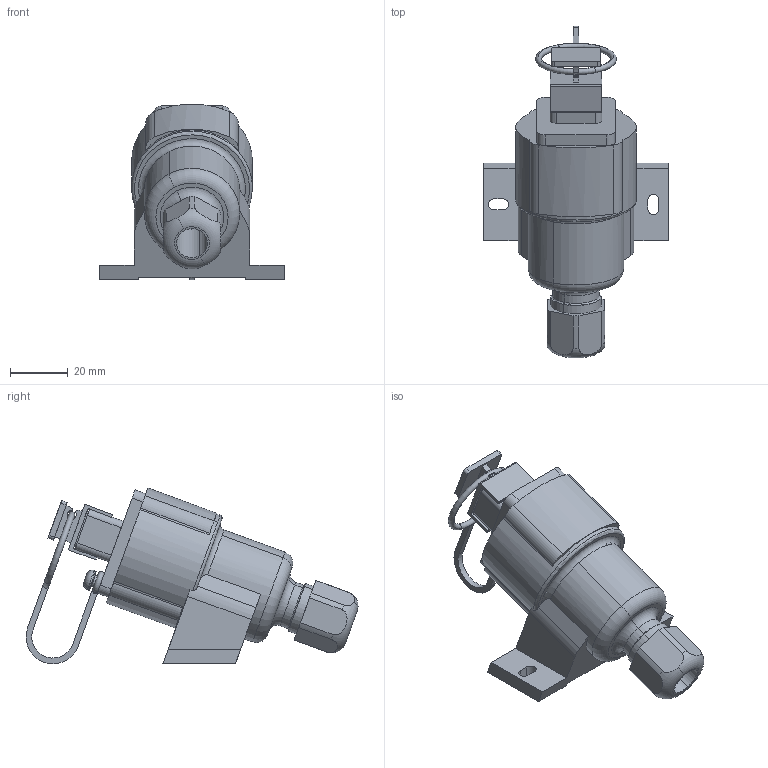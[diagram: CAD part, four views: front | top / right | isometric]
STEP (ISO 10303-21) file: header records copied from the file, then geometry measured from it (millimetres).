
FILE_DESCRIPTION(('CATIA V5 STEP Exchange','CAx-IF Rec.Pracs.--- Model Styling and Organization---1.5--- 2016-08-15','CAx-IF Rec.Pracs.---Supplemental Geometry---1.0---2011-11-01','CAx-IF Rec.Pracs.--- Composite Materials ---1.1---2010-07-15'),'2;1');
FILE_NAME ('004568-7_1', '2025-08-13T06:35:07+00:00', ('none'), ('Weidmueller'), 'CATIA Version 5-6 Release 2024 SP4', 'CATIA V5 STEP AP214 v3', 'none');
FILE_SCHEMA(('AUTOMOTIVE_DESIGN { 1 0 10303 214 1 1 1 1 }'));
Length unit declared in the file: millimetre
Products named in the file (1): 1045780000
Bounding box: 64 x 114.87 x 60.85 mm (x, y, z)
Volume: 77515.2 mm3; surface area: 24903.8 mm2
Topology: 1 solids, 2 shells, 198 faces, 553 edges, 364 vertices
Faces by surface type: plane 86, cylinder 86, torus 26
Entity records: 6351 total; most frequent: CARTESIAN_POINT 1422, ORIENTED_EDGE 1106, DIRECTION 843, EDGE_CURVE 553, AXIS2_PLACEMENT_3D 408, VERTEX_POINT 364, VECTOR 273, LINE 273
